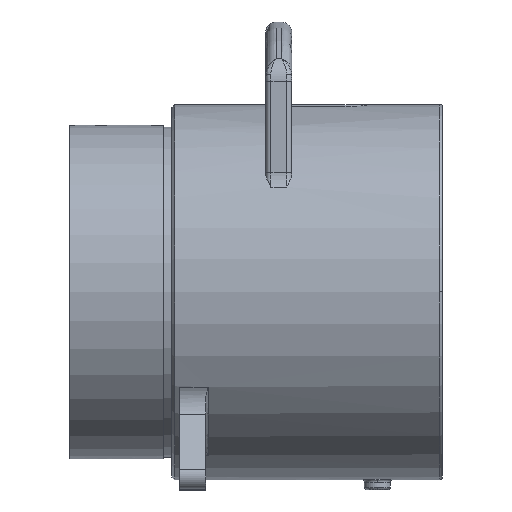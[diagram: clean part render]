
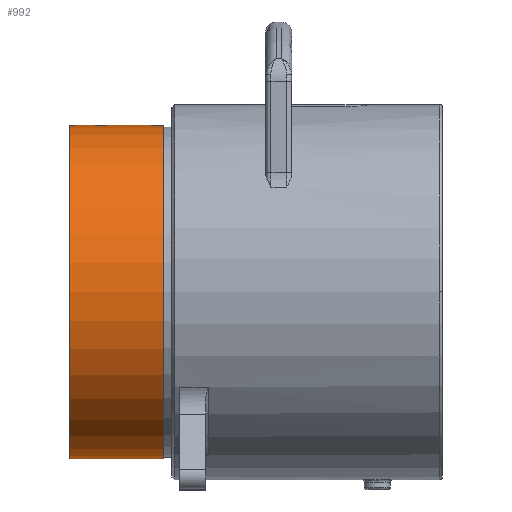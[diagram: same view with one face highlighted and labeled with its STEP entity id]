
A CAD part, top view. The second image highlights one B-rep face of the part: STEP entity #992.
In plain terms, the highlighted cylindrical face has radius 4 mm (diameter 8 mm), a partial arc.
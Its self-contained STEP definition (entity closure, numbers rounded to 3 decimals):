
#172=CARTESIAN_POINT('',(20.91,-3.211,0.0));
#173=VERTEX_POINT('',#172);
#174=CARTESIAN_POINT('',(19.566,-3.211,0.));
#175=VERTEX_POINT('',#174);
#176=CARTESIAN_POINT('',(20.91,-3.211,0.0));
#177=DIRECTION('',(-1.0,0.0,0.0));
#178=VECTOR('',#177,1.344);
#179=LINE('',#176,#178);
#180=EDGE_CURVE('',#173,#175,#179,.T.);
#182=CARTESIAN_POINT('',(20.91,-11.211,0.));
#183=VERTEX_POINT('',#182);
#191=CARTESIAN_POINT('',(19.566,-11.211,0.));
#192=VERTEX_POINT('',#191);
#193=CARTESIAN_POINT('',(20.91,-11.211,0.));
#194=DIRECTION('',(-1.0,0.0,0.0));
#195=VECTOR('',#194,1.344);
#196=LINE('',#193,#195);
#197=EDGE_CURVE('',#183,#192,#196,.T.);
#214=CARTESIAN_POINT('',(19.254,-11.211,0.));
#215=VERTEX_POINT('',#214);
#229=CARTESIAN_POINT('',(18.66,-11.211,0.));
#230=VERTEX_POINT('',#229);
#231=CARTESIAN_POINT('',(19.254,-11.211,0.));
#232=DIRECTION('',(-1.0,0.0,0.0));
#233=VECTOR('',#232,0.594);
#234=LINE('',#231,#233);
#235=EDGE_CURVE('',#215,#230,#234,.T.);
#237=CARTESIAN_POINT('',(18.66,-3.211,0.0));
#238=VERTEX_POINT('',#237);
#246=CARTESIAN_POINT('',(19.254,-3.211,0.));
#247=VERTEX_POINT('',#246);
#248=CARTESIAN_POINT('',(19.254,-3.211,0.0));
#249=DIRECTION('',(-1.0,0.0,0.0));
#250=VECTOR('',#249,0.594);
#251=LINE('',#248,#250);
#252=EDGE_CURVE('',#247,#238,#251,.T.);
#711=CARTESIAN_POINT('',(18.66,-7.211,0.0));
#712=DIRECTION('',(1.0,0.0,0.0));
#713=DIRECTION('',(0.0,1.0,0.0));
#714=AXIS2_PLACEMENT_3D('',#711,#712,#713);
#715=CIRCLE('',#714,4.);
#716=EDGE_CURVE('',#238,#230,#715,.T.);
#741=CARTESIAN_POINT('',(19.566,-3.211,0.));
#742=CARTESIAN_POINT('',(19.566,-3.211,0.02));
#743=CARTESIAN_POINT('',(19.563,-3.211,0.041));
#744=CARTESIAN_POINT('',(19.547,-3.212,0.079));
#745=CARTESIAN_POINT('',(19.535,-3.212,0.097));
#746=CARTESIAN_POINT('',(19.507,-3.213,0.124));
#747=CARTESIAN_POINT('',(19.489,-3.214,0.136));
#748=CARTESIAN_POINT('',(19.451,-3.214,0.152));
#749=CARTESIAN_POINT('',(19.43,-3.214,0.156));
#750=CARTESIAN_POINT('',(19.391,-3.214,0.156));
#751=CARTESIAN_POINT('',(19.37,-3.214,0.152));
#752=CARTESIAN_POINT('',(19.331,-3.214,0.136));
#753=CARTESIAN_POINT('',(19.314,-3.213,0.124));
#754=CARTESIAN_POINT('',(19.286,-3.212,0.097));
#755=CARTESIAN_POINT('',(19.274,-3.212,0.079));
#756=CARTESIAN_POINT('',(19.258,-3.211,0.041));
#757=CARTESIAN_POINT('',(19.254,-3.211,0.02));
#758=CARTESIAN_POINT('',(19.254,-3.211,0.));
#759=B_SPLINE_CURVE_WITH_KNOTS('',3,(#741,#742,#743,#744,#745,#746,#747,#748,#749,#750,#751,#752,#753,#754,#755,#756,#757,#758),.UNSPECIFIED.,.F.,.U.,(4,2,2,2,2,2,2,2,4),(0.235,0.294,0.353,0.412,0.471,0.53,0.589,0.648,0.706),.UNSPECIFIED.);
#760=EDGE_CURVE('',#175,#247,#759,.T.);
#771=CARTESIAN_POINT('',(19.254,-11.211,0.));
#772=CARTESIAN_POINT('',(19.254,-11.211,0.02));
#773=CARTESIAN_POINT('',(19.258,-11.211,0.041));
#774=CARTESIAN_POINT('',(19.274,-11.211,0.079));
#775=CARTESIAN_POINT('',(19.286,-11.21,0.097));
#776=CARTESIAN_POINT('',(19.314,-11.209,0.124));
#777=CARTESIAN_POINT('',(19.331,-11.209,0.136));
#778=CARTESIAN_POINT('',(19.37,-11.208,0.152));
#779=CARTESIAN_POINT('',(19.391,-11.208,0.156));
#780=CARTESIAN_POINT('',(19.43,-11.208,0.156));
#781=CARTESIAN_POINT('',(19.451,-11.208,0.152));
#782=CARTESIAN_POINT('',(19.489,-11.209,0.136));
#783=CARTESIAN_POINT('',(19.507,-11.209,0.124));
#784=CARTESIAN_POINT('',(19.535,-11.21,0.097));
#785=CARTESIAN_POINT('',(19.547,-11.211,0.079));
#786=CARTESIAN_POINT('',(19.563,-11.211,0.041));
#787=CARTESIAN_POINT('',(19.566,-11.211,0.02));
#788=CARTESIAN_POINT('',(19.566,-11.211,0.));
#789=B_SPLINE_CURVE_WITH_KNOTS('',3,(#771,#772,#773,#774,#775,#776,#777,#778,#779,#780,#781,#782,#783,#784,#785,#786,#787,#788),.UNSPECIFIED.,.F.,.U.,(4,2,2,2,2,2,2,2,4),(0.235,0.294,0.353,0.412,0.471,0.53,0.589,0.648,0.706),.UNSPECIFIED.);
#790=EDGE_CURVE('',#215,#192,#789,.T.);
#962=CARTESIAN_POINT('',(19.785,-7.211,0.0));
#963=DIRECTION('',(1.0,0.0,0.0));
#964=DIRECTION('',(0.0,1.0,0.0));
#965=AXIS2_PLACEMENT_3D('',#962,#963,#964);
#966=CYLINDRICAL_SURFACE('',#965,4.);
#967=ORIENTED_EDGE('',*,*,#180,.T.);
#968=ORIENTED_EDGE('',*,*,#760,.T.);
#969=ORIENTED_EDGE('',*,*,#252,.T.);
#970=ORIENTED_EDGE('',*,*,#716,.T.);
#971=ORIENTED_EDGE('',*,*,#235,.F.);
#972=ORIENTED_EDGE('',*,*,#790,.T.);
#973=ORIENTED_EDGE('',*,*,#197,.F.);
#974=CARTESIAN_POINT('',(20.91,-7.211,4.));
#975=VERTEX_POINT('',#974);
#976=CARTESIAN_POINT('',(20.91,-7.211,0.0));
#977=DIRECTION('',(1.0,0.0,0.0));
#978=DIRECTION('',(0.0,1.0,0.0));
#979=AXIS2_PLACEMENT_3D('',#976,#977,#978);
#980=CIRCLE('',#979,4.);
#981=EDGE_CURVE('',#975,#183,#980,.T.);
#982=ORIENTED_EDGE('',*,*,#981,.F.);
#983=CARTESIAN_POINT('',(20.91,-7.211,0.0));
#984=DIRECTION('',(1.0,0.0,0.0));
#985=DIRECTION('',(0.0,1.0,0.0));
#986=AXIS2_PLACEMENT_3D('',#983,#984,#985);
#987=CIRCLE('',#986,4.);
#988=EDGE_CURVE('',#173,#975,#987,.T.);
#989=ORIENTED_EDGE('',*,*,#988,.F.);
#990=EDGE_LOOP('',(#967,#968,#969,#970,#971,#972,#973,#982,#989));
#991=FACE_OUTER_BOUND('',#990,.T.);
#992=ADVANCED_FACE('',(#991),#966,.T.);
